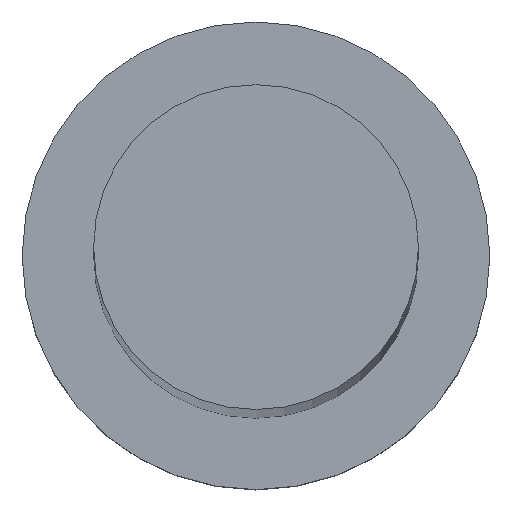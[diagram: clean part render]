
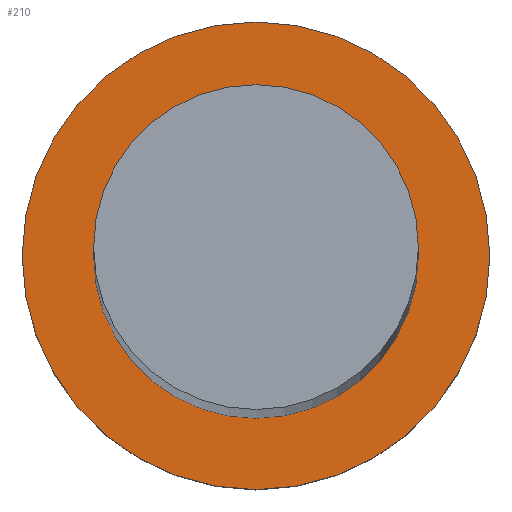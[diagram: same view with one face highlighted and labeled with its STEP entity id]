
A CAD part, top view. The second image highlights one B-rep face of the part: STEP entity #210.
In plain terms, the highlighted planar face has unit normal (0, 0, 1).
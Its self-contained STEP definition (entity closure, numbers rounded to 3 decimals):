
#2 = ORIENTED_EDGE ( 'NONE', *, *, #157, .T. ) ;
#13 = AXIS2_PLACEMENT_3D ( 'NONE', #80, #170, #252 ) ;
#19 = DIRECTION ( 'NONE',  ( 1., 0., 0. ) ) ;
#23 = CARTESIAN_POINT ( 'NONE',  ( 6.25, 0., 7. ) ) ;
#35 = CIRCLE ( 'NONE', #42, 6.25 ) ;
#36 = ORIENTED_EDGE ( 'NONE', *, *, #181, .F. ) ;
#39 = PLANE ( 'NONE',  #131 ) ;
#42 = AXIS2_PLACEMENT_3D ( 'NONE', #161, #122, #182 ) ;
#52 = FACE_OUTER_BOUND ( 'NONE', #243, .T. ) ;
#53 = CARTESIAN_POINT ( 'NONE',  ( -6.25, 0., 7. ) ) ;
#74 = DIRECTION ( 'NONE',  ( 1., 0., 0. ) ) ;
#80 = CARTESIAN_POINT ( 'NONE',  ( 0., 0., 7. ) ) ;
#83 = ORIENTED_EDGE ( 'NONE', *, *, #153, .T. ) ;
#96 = DIRECTION ( 'NONE',  ( 0., 0., 1. ) ) ;
#99 = VERTEX_POINT ( 'NONE', #211 ) ;
#104 = AXIS2_PLACEMENT_3D ( 'NONE', #154, #227, #176 ) ;
#115 = CIRCLE ( 'NONE', #209, 9. ) ;
#122 = DIRECTION ( 'NONE',  ( 0., 0., 1. ) ) ;
#130 = CIRCLE ( 'NONE', #13, 9. ) ;
#131 = AXIS2_PLACEMENT_3D ( 'NONE', #132, #96, #74 ) ;
#132 = CARTESIAN_POINT ( 'NONE',  ( 0., 0., 7. ) ) ;
#145 = ORIENTED_EDGE ( 'NONE', *, *, #206, .F. ) ;
#153 = EDGE_CURVE ( 'NONE', #191, #99, #130, .T. ) ;
#154 = CARTESIAN_POINT ( 'NONE',  ( 0., 0., 7. ) ) ;
#157 = EDGE_CURVE ( 'NONE', #99, #191, #115, .T. ) ;
#161 = CARTESIAN_POINT ( 'NONE',  ( 0., 0., 7. ) ) ;
#166 = CARTESIAN_POINT ( 'NONE',  ( -9., 0., 7. ) ) ;
#168 = VERTEX_POINT ( 'NONE', #23 ) ;
#170 = DIRECTION ( 'NONE',  ( 0., 0., 1. ) ) ;
#173 = EDGE_LOOP ( 'NONE', ( #36, #145 ) ) ;
#176 = DIRECTION ( 'NONE',  ( 1., 0., 0. ) ) ;
#180 = CIRCLE ( 'NONE', #104, 6.25 ) ;
#181 = EDGE_CURVE ( 'NONE', #199, #168, #35, .T. ) ;
#182 = DIRECTION ( 'NONE',  ( 1., 0., 0. ) ) ;
#191 = VERTEX_POINT ( 'NONE', #166 ) ;
#199 = VERTEX_POINT ( 'NONE', #53 ) ;
#200 = DIRECTION ( 'NONE',  ( 0., 0., 1. ) ) ;
#206 = EDGE_CURVE ( 'NONE', #168, #199, #180, .T. ) ;
#209 = AXIS2_PLACEMENT_3D ( 'NONE', #244, #200, #19 ) ;
#210 = ADVANCED_FACE ( 'NONE', ( #223, #52 ), #39, .T. ) ;
#211 = CARTESIAN_POINT ( 'NONE',  ( 9., 0., 7. ) ) ;
#223 = FACE_BOUND ( 'NONE', #173, .T. ) ;
#227 = DIRECTION ( 'NONE',  ( 0., 0., 1. ) ) ;
#243 = EDGE_LOOP ( 'NONE', ( #83, #2 ) ) ;
#244 = CARTESIAN_POINT ( 'NONE',  ( 0., 0., 7. ) ) ;
#252 = DIRECTION ( 'NONE',  ( 1., 0., 0. ) ) ;
